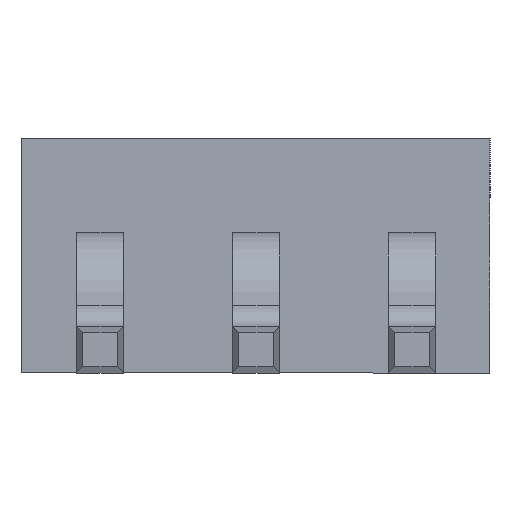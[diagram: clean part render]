
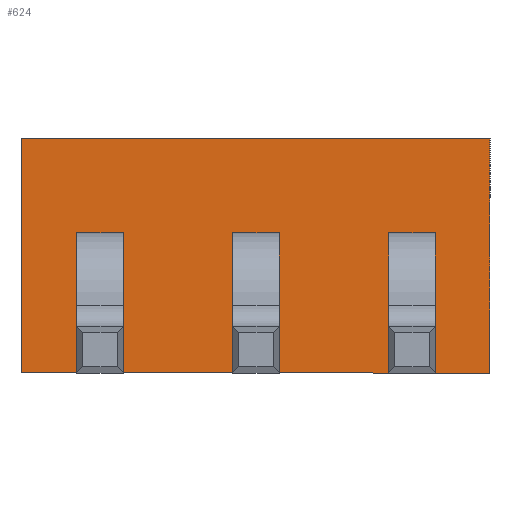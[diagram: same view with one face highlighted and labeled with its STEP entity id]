
A CAD part, front view. The second image highlights one B-rep face of the part: STEP entity #624.
In plain terms, the highlighted planar face has unit normal (0, -1, 0).
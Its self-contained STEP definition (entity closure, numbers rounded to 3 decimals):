
#37 = CARTESIAN_POINT ( 'NONE',  ( 0., 0., 0. ) ) ;
#46 = EDGE_LOOP ( 'NONE', ( #314, #1554, #1430, #1048 ) ) ;
#48 = VECTOR ( 'NONE', #1705, 1000. ) ;
#59 = CARTESIAN_POINT ( 'NONE',  ( 1.65, 0., 0.6 ) ) ;
#68 = ORIENTED_EDGE ( 'NONE', *, *, #1576, .F. ) ;
#95 = ORIENTED_EDGE ( 'NONE', *, *, #1313, .F. ) ;
#115 = VERTEX_POINT ( 'NONE', #1193 ) ;
#122 = CARTESIAN_POINT ( 'NONE',  ( 1.35, 0., 0.9 ) ) ;
#132 = LINE ( 'NONE', #1143, #1729 ) ;
#137 = VERTEX_POINT ( 'NONE', #1204 ) ;
#141 = VERTEX_POINT ( 'NONE', #1771 ) ;
#152 = VERTEX_POINT ( 'NONE', #1503 ) ;
#179 = ORIENTED_EDGE ( 'NONE', *, *, #1114, .T. ) ;
#188 = CARTESIAN_POINT ( 'NONE',  ( 0., 0., 0. ) ) ;
#214 = ORIENTED_EDGE ( 'NONE', *, *, #1370, .T. ) ;
#239 = CARTESIAN_POINT ( 'NONE',  ( 1.65, 0., 0.9 ) ) ;
#266 = CARTESIAN_POINT ( 'NONE',  ( 0.65, 0., 0.9 ) ) ;
#274 = FACE_BOUND ( 'NONE', #1611, .T. ) ;
#300 = VERTEX_POINT ( 'NONE', #1773 ) ;
#314 = ORIENTED_EDGE ( 'NONE', *, *, #411, .T. ) ;
#329 = LINE ( 'NONE', #872, #549 ) ;
#354 = DIRECTION ( 'NONE',  ( -1., 0., 0. ) ) ;
#393 = ORIENTED_EDGE ( 'NONE', *, *, #1139, .T. ) ;
#404 = LINE ( 'NONE', #1819, #1795 ) ;
#411 = EDGE_CURVE ( 'NONE', #137, #300, #1381, .T. ) ;
#441 = VECTOR ( 'NONE', #1667, 1000. ) ;
#442 = VECTOR ( 'NONE', #587, 1000. ) ;
#448 = FACE_BOUND ( 'NONE', #46, .T. ) ;
#457 = VERTEX_POINT ( 'NONE', #1073 ) ;
#462 = CARTESIAN_POINT ( 'NONE',  ( 0.35, 0., 0.9 ) ) ;
#511 = CARTESIAN_POINT ( 'NONE',  ( 3., 0., 1.5 ) ) ;
#523 = VECTOR ( 'NONE', #1272, 1000. ) ;
#528 = VERTEX_POINT ( 'NONE', #266 ) ;
#533 = CARTESIAN_POINT ( 'NONE',  ( 0., 0., 0. ) ) ;
#549 = VECTOR ( 'NONE', #1642, 1000. ) ;
#558 = DIRECTION ( 'NONE',  ( 0., 0., -1. ) ) ;
#560 = EDGE_CURVE ( 'NONE', #152, #707, #1406, .T. ) ;
#587 = DIRECTION ( 'NONE',  ( 1., 0., 0. ) ) ;
#594 = DIRECTION ( 'NONE',  ( 0., 1., 0. ) ) ;
#604 = LINE ( 'NONE', #462, #677 ) ;
#624 = ADVANCED_FACE ( 'NONE', ( #448, #274, #1278, #1007 ), #1574, .F. ) ;
#644 = CARTESIAN_POINT ( 'NONE',  ( 1.35, 0., 0.6 ) ) ;
#677 = VECTOR ( 'NONE', #1036, 1000. ) ;
#707 = VERTEX_POINT ( 'NONE', #1323 ) ;
#739 = ORIENTED_EDGE ( 'NONE', *, *, #560, .T. ) ;
#742 = EDGE_CURVE ( 'NONE', #300, #528, #604, .T. ) ;
#746 = LINE ( 'NONE', #938, #1162 ) ;
#747 = DIRECTION ( 'NONE',  ( 1., 0., 0. ) ) ;
#778 = VECTOR ( 'NONE', #882, 1000. ) ;
#801 = ORIENTED_EDGE ( 'NONE', *, *, #859, .T. ) ;
#815 = EDGE_CURVE ( 'NONE', #141, #1109, #892, .T. ) ;
#823 = ORIENTED_EDGE ( 'NONE', *, *, #815, .F. ) ;
#832 = CARTESIAN_POINT ( 'NONE',  ( 0.65, 0., 0.9 ) ) ;
#859 = EDGE_CURVE ( 'NONE', #1122, #115, #1655, .T. ) ;
#863 = VERTEX_POINT ( 'NONE', #1349 ) ;
#872 = CARTESIAN_POINT ( 'NONE',  ( 2.65, 0., 0.6 ) ) ;
#874 = ORIENTED_EDGE ( 'NONE', *, *, #1346, .T. ) ;
#882 = DIRECTION ( 'NONE',  ( 0., 0., 1. ) ) ;
#891 = LINE ( 'NONE', #644, #778 ) ;
#892 = LINE ( 'NONE', #1469, #1056 ) ;
#911 = AXIS2_PLACEMENT_3D ( 'NONE', #37, #594, #1596 ) ;
#938 = CARTESIAN_POINT ( 'NONE',  ( 2.65, 0., 0.9 ) ) ;
#985 = CARTESIAN_POINT ( 'NONE',  ( 2.35, 0., 0.6 ) ) ;
#998 = DIRECTION ( 'NONE',  ( -1., 0., 0. ) ) ;
#1007 = FACE_OUTER_BOUND ( 'NONE', #1360, .T. ) ;
#1036 = DIRECTION ( 'NONE',  ( 1., 0., 0. ) ) ;
#1048 = ORIENTED_EDGE ( 'NONE', *, *, #1703, .T. ) ;
#1056 = VECTOR ( 'NONE', #747, 1000. ) ;
#1073 = CARTESIAN_POINT ( 'NONE',  ( 0.65, 0., 0.6 ) ) ;
#1081 = VECTOR ( 'NONE', #998, 1000. ) ;
#1091 = DIRECTION ( 'NONE',  ( 0., 0., 1. ) ) ;
#1101 = ORIENTED_EDGE ( 'NONE', *, *, #1379, .F. ) ;
#1109 = VERTEX_POINT ( 'NONE', #511 ) ;
#1114 = EDGE_CURVE ( 'NONE', #863, #1534, #329, .T. ) ;
#1117 = DIRECTION ( 'NONE',  ( 0., 0., -1. ) ) ;
#1122 = VERTEX_POINT ( 'NONE', #1449 ) ;
#1131 = LINE ( 'NONE', #1577, #523 ) ;
#1139 = EDGE_CURVE ( 'NONE', #115, #1418, #891, .T. ) ;
#1143 = CARTESIAN_POINT ( 'NONE',  ( 1.65, 0., 0.9 ) ) ;
#1152 = DIRECTION ( 'NONE',  ( 0., 0., -1. ) ) ;
#1157 = EDGE_CURVE ( 'NONE', #707, #863, #746, .T. ) ;
#1162 = VECTOR ( 'NONE', #1152, 1000. ) ;
#1193 = CARTESIAN_POINT ( 'NONE',  ( 1.35, 0., 0.6 ) ) ;
#1204 = CARTESIAN_POINT ( 'NONE',  ( 0.35, 0., 0.6 ) ) ;
#1209 = EDGE_CURVE ( 'NONE', #528, #457, #1520, .T. ) ;
#1268 = LINE ( 'NONE', #985, #48 ) ;
#1272 = DIRECTION ( 'NONE',  ( 1., 0., 0. ) ) ;
#1278 = FACE_BOUND ( 'NONE', #1524, .T. ) ;
#1313 = EDGE_CURVE ( 'NONE', #1488, #141, #1372, .T. ) ;
#1323 = CARTESIAN_POINT ( 'NONE',  ( 2.65, 0., 0.9 ) ) ;
#1346 = EDGE_CURVE ( 'NONE', #1418, #1837, #1131, .T. ) ;
#1349 = CARTESIAN_POINT ( 'NONE',  ( 2.65, 0., 0.6 ) ) ;
#1360 = EDGE_LOOP ( 'NONE', ( #95, #1101, #68, #823 ) ) ;
#1370 = EDGE_CURVE ( 'NONE', #1837, #1122, #132, .T. ) ;
#1372 = LINE ( 'NONE', #533, #1670 ) ;
#1379 = EDGE_CURVE ( 'NONE', #1595, #1488, #1691, .T. ) ;
#1381 = LINE ( 'NONE', #1800, #441 ) ;
#1382 = VECTOR ( 'NONE', #1567, 1000. ) ;
#1390 = CARTESIAN_POINT ( 'NONE',  ( 2.35, 0., 0.6 ) ) ;
#1406 = LINE ( 'NONE', #1552, #442 ) ;
#1408 = VECTOR ( 'NONE', #1117, 1000. ) ;
#1409 = CARTESIAN_POINT ( 'NONE',  ( 3., 0., 0. ) ) ;
#1418 = VERTEX_POINT ( 'NONE', #122 ) ;
#1421 = ORIENTED_EDGE ( 'NONE', *, *, #1157, .T. ) ;
#1430 = ORIENTED_EDGE ( 'NONE', *, *, #1209, .T. ) ;
#1449 = CARTESIAN_POINT ( 'NONE',  ( 1.65, 0., 0.6 ) ) ;
#1469 = CARTESIAN_POINT ( 'NONE',  ( 0., 0., 1.5 ) ) ;
#1474 = VECTOR ( 'NONE', #354, 1000. ) ;
#1488 = VERTEX_POINT ( 'NONE', #188 ) ;
#1503 = CARTESIAN_POINT ( 'NONE',  ( 2.35, 0., 0.9 ) ) ;
#1520 = LINE ( 'NONE', #832, #1408 ) ;
#1524 = EDGE_LOOP ( 'NONE', ( #1818, #739, #1421, #179 ) ) ;
#1534 = VERTEX_POINT ( 'NONE', #1390 ) ;
#1552 = CARTESIAN_POINT ( 'NONE',  ( 2.35, 0., 0.9 ) ) ;
#1554 = ORIENTED_EDGE ( 'NONE', *, *, #742, .T. ) ;
#1567 = DIRECTION ( 'NONE',  ( -1., 0., 0. ) ) ;
#1574 = PLANE ( 'NONE',  #911 ) ;
#1575 = CARTESIAN_POINT ( 'NONE',  ( 0.65, 0., 0.6 ) ) ;
#1576 = EDGE_CURVE ( 'NONE', #1109, #1595, #404, .T. ) ;
#1577 = CARTESIAN_POINT ( 'NONE',  ( 1.35, 0., 0.9 ) ) ;
#1595 = VERTEX_POINT ( 'NONE', #1409 ) ;
#1596 = DIRECTION ( 'NONE',  ( 0., 0., 1. ) ) ;
#1611 = EDGE_LOOP ( 'NONE', ( #393, #874, #214, #801 ) ) ;
#1642 = DIRECTION ( 'NONE',  ( -1., 0., 0. ) ) ;
#1655 = LINE ( 'NONE', #59, #1474 ) ;
#1667 = DIRECTION ( 'NONE',  ( 0., 0., 1. ) ) ;
#1670 = VECTOR ( 'NONE', #1091, 1000. ) ;
#1689 = LINE ( 'NONE', #1575, #1081 ) ;
#1691 = LINE ( 'NONE', #1828, #1382 ) ;
#1694 = EDGE_CURVE ( 'NONE', #1534, #152, #1268, .T. ) ;
#1703 = EDGE_CURVE ( 'NONE', #457, #137, #1689, .T. ) ;
#1705 = DIRECTION ( 'NONE',  ( 0., 0., 1. ) ) ;
#1729 = VECTOR ( 'NONE', #1768, 1000. ) ;
#1768 = DIRECTION ( 'NONE',  ( 0., 0., -1. ) ) ;
#1771 = CARTESIAN_POINT ( 'NONE',  ( 0., 0., 1.5 ) ) ;
#1773 = CARTESIAN_POINT ( 'NONE',  ( 0.35, 0., 0.9 ) ) ;
#1795 = VECTOR ( 'NONE', #558, 1000. ) ;
#1800 = CARTESIAN_POINT ( 'NONE',  ( 0.35, 0., 0.6 ) ) ;
#1818 = ORIENTED_EDGE ( 'NONE', *, *, #1694, .T. ) ;
#1819 = CARTESIAN_POINT ( 'NONE',  ( 3., 0., 1.5 ) ) ;
#1828 = CARTESIAN_POINT ( 'NONE',  ( 3., 0., 0. ) ) ;
#1837 = VERTEX_POINT ( 'NONE', #239 ) ;
